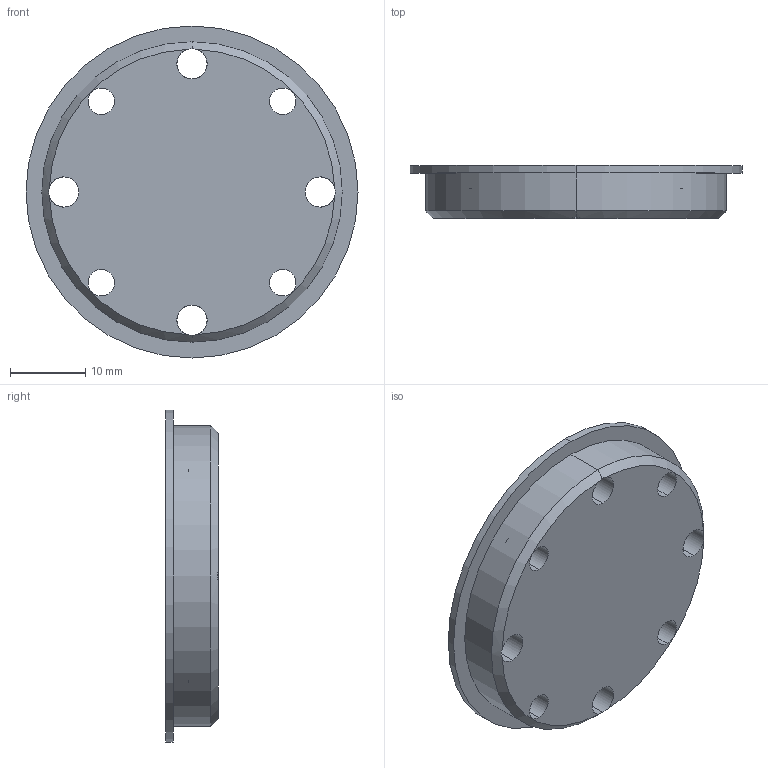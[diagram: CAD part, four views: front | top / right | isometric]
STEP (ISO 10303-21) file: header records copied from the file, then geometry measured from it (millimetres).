
FILE_DESCRIPTION (( 'STEP AP214' ), '1' );
FILE_NAME ('output.STEP', '2024-11-06T23:35:42', ( '' ), ( '' ), 'SwSTEP 2.0', 'SolidWorks 2023', '' );
FILE_SCHEMA (( 'AUTOMOTIVE_DESIGN' ));
Length unit declared in the file: millimetre
Products named in the file (1): output
Bounding box: 44 x 7 x 44 mm (x, y, z)
Volume: 8132.8 mm3; surface area: 4412.1 mm2
Topology: 1 solids, 1 shells, 37 faces, 98 edges, 64 vertices
Faces by surface type: cylinder 28, plane 7, cone 2
Entity records: 1255 total; most frequent: CARTESIAN_POINT 230, DIRECTION 230, ORIENTED_EDGE 196, AXIS2_PLACEMENT_3D 100, EDGE_CURVE 98, VERTEX_POINT 64, CIRCLE 62, EDGE_LOOP 54
